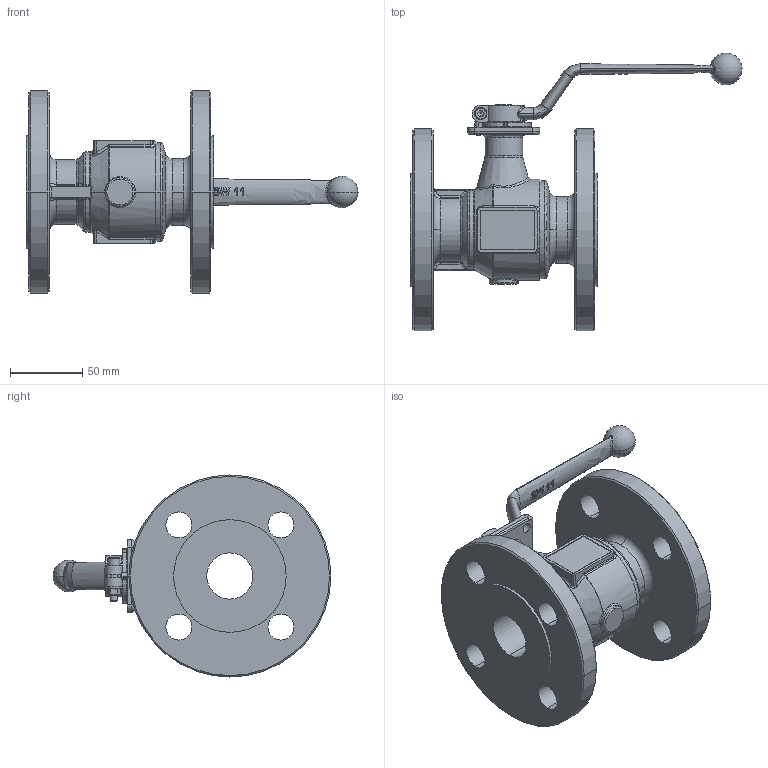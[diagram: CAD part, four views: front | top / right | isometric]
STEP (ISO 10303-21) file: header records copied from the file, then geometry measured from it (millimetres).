
FILE_DESCRIPTION(('STEP AP214'),'1');
FILE_NAME('valve_ksl75-32-16-b.stp','2018-01-29T10:23:16',('TraceParts'),('TraceParts S.A.'),'Spatial InterOp 3D',' ',' ');
FILE_SCHEMA(('automotive_design'));
Length unit declared in the file: millimetre
Products named in the file (1): valve_ksl75-32-16-b
Bounding box: 230 x 192.5 x 140 mm (x, y, z)
Volume: 658303.4 mm3; surface area: 129612.2 mm2
Topology: 1 solids, 1 shells, 710 faces, 1911 edges, 1211 vertices
Faces by surface type: plane 214, cylinder 195, bspline 165, torus 83, cone 37, sphere 16
Entity records: 34168 total; most frequent: CARTESIAN_POINT 11524, ORIENTED_EDGE 3802, DIRECTION 3226, EDGE_CURVE 1901, AXIS2_PLACEMENT_3D 1251, VERTEX_POINT 1211, EDGE_LOOP 786, LINE 724
